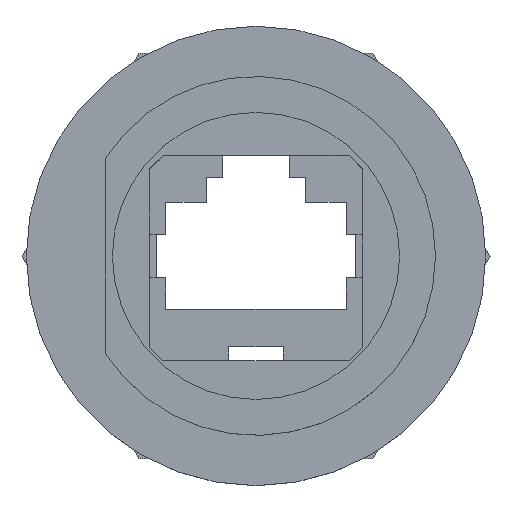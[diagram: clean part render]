
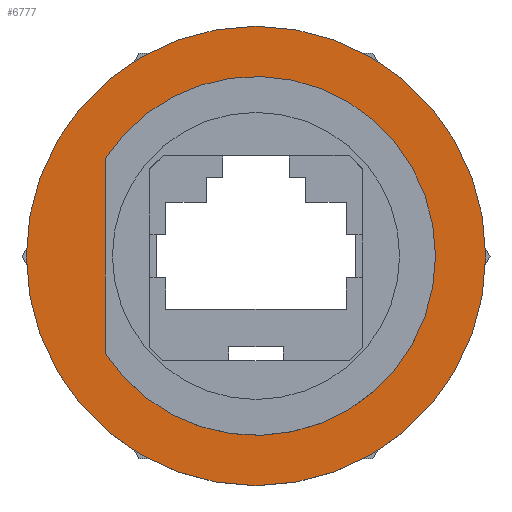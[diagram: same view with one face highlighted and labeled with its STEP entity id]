
A CAD part, top view. The second image highlights one B-rep face of the part: STEP entity #6777.
In plain terms, the highlighted free-form (B-spline) face has degree [1, 1] with [2, 2] control points.
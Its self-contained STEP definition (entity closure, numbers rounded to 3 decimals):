
#110 = ORIENTED_EDGE ( 'NONE', *, *, #6367, .T. ) ;
#433 = FACE_OUTER_BOUND ( 'NONE', #11376, .T. ) ;
#704 = DIRECTION ( 'NONE',  ( 1., 0., 0. ) ) ;
#919 = EDGE_CURVE ( 'NONE', #1462, #5401, #9095, .T. ) ;
#941 = CARTESIAN_POINT ( 'NONE',  ( 0., 0., 1. ) ) ;
#1462 = VERTEX_POINT ( 'NONE', #14865 ) ;
#2627 = CARTESIAN_POINT ( 'NONE',  ( -10.5, 6.782, 1. ) ) ;
#2838 = FACE_BOUND ( 'NONE', #7651, .T. ) ;
#3543 = AXIS2_PLACEMENT_3D ( 'NONE', #14670, #11291, #704 ) ;
#4040 = CARTESIAN_POINT ( 'NONE',  ( -16.64, 16.651, 1. ) ) ;
#4706 = VERTEX_POINT ( 'NONE', #11517 ) ;
#4992 = AXIS2_PLACEMENT_3D ( 'NONE', #5854, #5783, #11341 ) ;
#5252 = CARTESIAN_POINT ( 'NONE',  ( -16.64, -16.651, 1. ) ) ;
#5401 = VERTEX_POINT ( 'NONE', #2627 ) ;
#5783 = DIRECTION ( 'NONE',  ( 0., 0., 1. ) ) ;
#5854 = CARTESIAN_POINT ( 'NONE',  ( 0., 0., 1. ) ) ;
#5987 = ORIENTED_EDGE ( 'NONE', *, *, #919, .T. ) ;
#6176 = CIRCLE ( 'NONE', #3543, 16. ) ;
#6367 = EDGE_CURVE ( 'NONE', #5401, #1462, #9290, .T. ) ;
#6612 = DIRECTION ( 'NONE',  ( 0., 1., 0. ) ) ;
#6777 = ADVANCED_FACE ( 'NONE', ( #433, #2838 ), #14231, .T. ) ;
#7634 = CIRCLE ( 'NONE', #4992, 16. ) ;
#7651 = EDGE_LOOP ( 'NONE', ( #110, #5987 ) ) ;
#7739 = CARTESIAN_POINT ( 'NONE',  ( -10.5, -6.782, 1. ) ) ;
#9095 = LINE ( 'NONE', #7739, #12208 ) ;
#9290 = CIRCLE ( 'NONE', #12163, 12.5 ) ;
#9436 = ORIENTED_EDGE ( 'NONE', *, *, #11287, .T. ) ;
#10880 = CARTESIAN_POINT ( 'NONE',  ( -16., 0., 1. ) ) ;
#10961 = EDGE_CURVE ( 'NONE', #4706, #12120, #6176, .T. ) ;
#11233 = DIRECTION ( 'NONE',  ( 0., 0., -1. ) ) ;
#11287 = EDGE_CURVE ( 'NONE', #12120, #4706, #7634, .T. ) ;
#11291 = DIRECTION ( 'NONE',  ( 0., 0., 1. ) ) ;
#11307 = DIRECTION ( 'NONE',  ( -0.84, 0.543, 0. ) ) ;
#11341 = DIRECTION ( 'NONE',  ( -1., 0., 0. ) ) ;
#11376 = EDGE_LOOP ( 'NONE', ( #12667, #9436 ) ) ;
#11517 = CARTESIAN_POINT ( 'NONE',  ( 16., 0., 1. ) ) ;
#12120 = VERTEX_POINT ( 'NONE', #10880 ) ;
#12163 = AXIS2_PLACEMENT_3D ( 'NONE', #941, #11233, #11307 ) ;
#12208 = VECTOR ( 'NONE', #6612, 1000. ) ;
#12667 = ORIENTED_EDGE ( 'NONE', *, *, #10961, .T. ) ;
#13277 = CARTESIAN_POINT ( 'NONE',  ( 16.64, 16.651, 1. ) ) ;
#14231 = B_SPLINE_SURFACE_WITH_KNOTS ( 'NONE', 1, 1, ( 
 ( #5252, #4040 ),
 ( #14405, #13277 ) ),
 .UNSPECIFIED., .F., .F., .F.,
 ( 2, 2 ),
 ( 2, 2 ),
 ( -16.64, 16.64 ),
 ( -16.651, 16.651 ),
 .UNSPECIFIED. ) ;
#14405 = CARTESIAN_POINT ( 'NONE',  ( 16.64, -16.651, 1. ) ) ;
#14670 = CARTESIAN_POINT ( 'NONE',  ( 0., 0., 1. ) ) ;
#14865 = CARTESIAN_POINT ( 'NONE',  ( -10.5, -6.782, 1. ) ) ;
